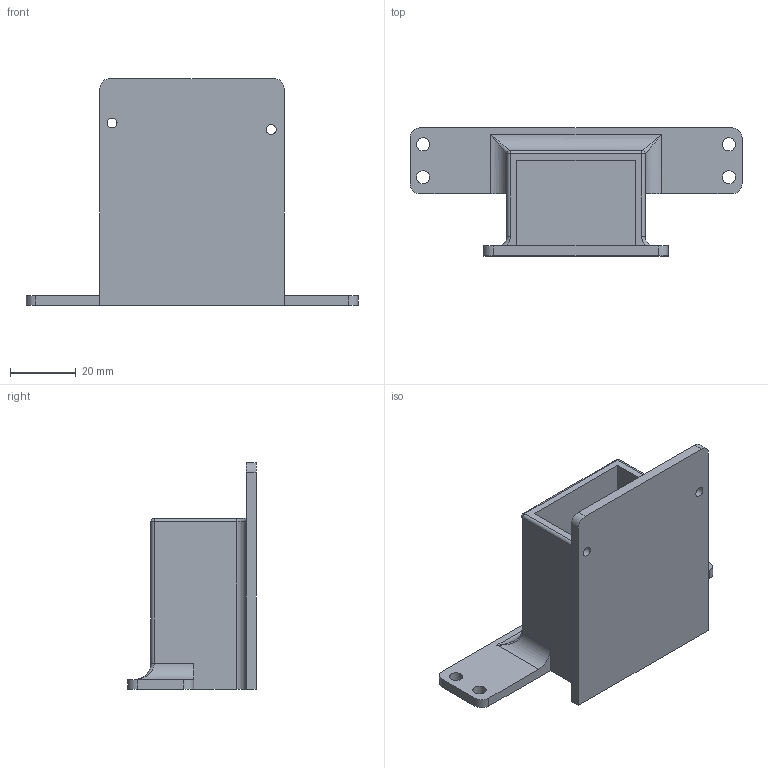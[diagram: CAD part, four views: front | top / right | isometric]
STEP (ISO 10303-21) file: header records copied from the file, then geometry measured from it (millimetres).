
FILE_DESCRIPTION(/* description */ (''),/* implementation_level */ '2;1');
FILE_NAME(/* name */ 'Etuis batterie v1.step',/* time_stamp */ '2022-11-06T19:52:01+01:00',/* author */ (''),/* organization */ (''),/* preprocessor_version */ 'ST-DEVELOPER v19',/* originating_system */ 'Autodesk Translation Framework v11.7.0.108',/* authorisation */ '');
FILE_SCHEMA (('AUTOMOTIVE_DESIGN { 1 0 10303 214 3 1 1 }'));
Length unit declared in the file: millimetre
Products named in the file (2): Etuis batterie; Composant1
Assembly tree (1 placements, depth 2):
  Etuis batterie
    Composant1
Bounding box: 101 x 39 x 69 mm (x, y, z)
Volume: 33805.9 mm3; surface area: 23044.4 mm2
Topology: 1 solids, 1 shells, 49 faces, 129 edges, 80 vertices
Faces by surface type: cylinder 22, plane 21, torus 2, sphere 2, bspline 2
Full cylindrical faces by diameter (mm): 3 x2, 4 x4
Entity records: 1636 total; most frequent: CARTESIAN_POINT 333, DIRECTION 271, ORIENTED_EDGE 254, EDGE_CURVE 127, AXIS2_PLACEMENT_3D 96, VERTEX_POINT 80, LINE 79, VECTOR 79
